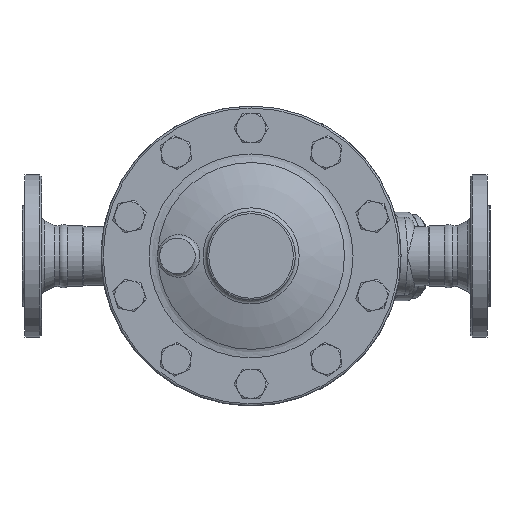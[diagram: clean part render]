
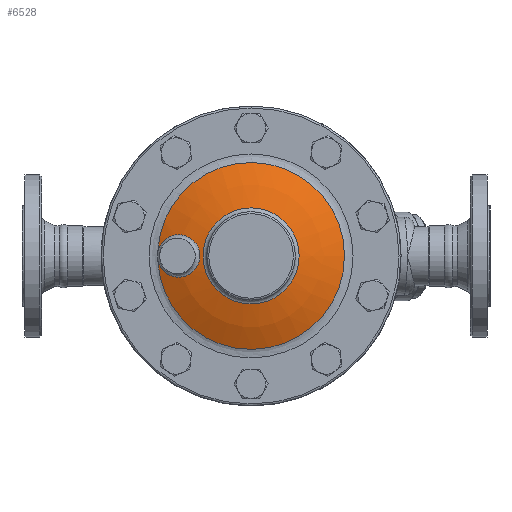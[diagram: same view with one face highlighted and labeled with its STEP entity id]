
A CAD part, top view. The second image highlights one B-rep face of the part: STEP entity #6528.
In plain terms, the highlighted spherical face has radius 218 mm.
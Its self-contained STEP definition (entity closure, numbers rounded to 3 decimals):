
#24=SPHERICAL_SURFACE('',#7171,218.);
#740=B_SPLINE_CURVE_WITH_KNOTS('',3,(#11028,#11029,#11030,#11031,#11032,
#11033,#11034,#11035,#11036,#11037,#11038,#11039,#11040,#11041,#11042,#11043,
#11044,#11045,#11046),.UNSPECIFIED.,.F.,.F.,(4,1,1,1,1,1,1,1,1,1,1,1,1,
1,1,1,4),(-10.92,-10.407,-9.606,-8.806,
-8.005,-7.205,-6.404,-5.87,
-5.337,-4.803,-4.269,-3.202,
-2.402,-1.601,-0.801,-0.4,
-0.286),.UNSPECIFIED.);
#1332=FACE_BOUND('',#2186,.T.);
#1629=FACE_OUTER_BOUND('',#2185,.T.);
#2185=EDGE_LOOP('',(#5317,#5318));
#2186=EDGE_LOOP('',(#5319));
#2598=CIRCLE('',#7161,95.024);
#2603=CIRCLE('',#7170,48.879);
#3095=VERTEX_POINT('',#10884);
#3097=VERTEX_POINT('',#10899);
#3104=VERTEX_POINT('',#11101);
#3887=EDGE_CURVE('',#3095,#3097,#2598,.T.);
#3889=EDGE_CURVE('',#3097,#3095,#740,.T.);
#3897=EDGE_CURVE('',#3104,#3104,#2603,.T.);
#5317=ORIENTED_EDGE('',*,*,#3887,.F.);
#5318=ORIENTED_EDGE('',*,*,#3889,.F.);
#5319=ORIENTED_EDGE('',*,*,#3897,.F.);
#6528=ADVANCED_FACE('',(#1629,#1332),#24,.T.);
#7161=AXIS2_PLACEMENT_3D('',#10900,#8489,#8490);
#7170=AXIS2_PLACEMENT_3D('',#11102,#8507,#8508);
#7171=AXIS2_PLACEMENT_3D('',#11103,#8509,#8510);
#8489=DIRECTION('center_axis',(0.,0.,-1.));
#8490=DIRECTION('ref_axis',(0.,1.,0.));
#8507=DIRECTION('center_axis',(0.,0.,1.));
#8508=DIRECTION('ref_axis',(-1.,0.,0.));
#8509=DIRECTION('center_axis',(0.,0.,1.));
#8510=DIRECTION('ref_axis',(1.,0.,0.));
#10884=CARTESIAN_POINT('',(-94.957,3.557,35.));
#10899=CARTESIAN_POINT('',(-94.957,-3.557,35.));
#10900=CARTESIAN_POINT('Origin',(0.,0.,35.));
#11028=CARTESIAN_POINT('Ctrl Pts',(-94.954,-3.557,
35.001));
#11029=CARTESIAN_POINT('Ctrl Pts',(-94.6,-5.658,
35.134));
#11030=CARTESIAN_POINT('Ctrl Pts',(-92.908,-10.905,
35.769));
#11031=CARTESIAN_POINT('Ctrl Pts',(-87.288,-17.676,
37.865));
#11032=CARTESIAN_POINT('Ctrl Pts',(-78.487,-21.763,
41.098));
#11033=CARTESIAN_POINT('Ctrl Pts',(-68.884,-21.782,44.564));
#11034=CARTESIAN_POINT('Ctrl Pts',(-60.04,-17.708,
47.702));
#11035=CARTESIAN_POINT('Ctrl Pts',(-54.348,-10.855,
49.695));
#11036=CARTESIAN_POINT('Ctrl Pts',(-51.964,-3.397,
50.525));
#11037=CARTESIAN_POINT('Ctrl Pts',(-51.958,3.381,50.527));
#11038=CARTESIAN_POINT('Ctrl Pts',(-54.004,9.771,49.814));
#11039=CARTESIAN_POINT('Ctrl Pts',(-59.096,16.999,48.034));
#11040=CARTESIAN_POINT('Ctrl Pts',(-67.822,21.799,44.948));
#11041=CARTESIAN_POINT('Ctrl Pts',(-78.491,21.756,41.097));
#11042=CARTESIAN_POINT('Ctrl Pts',(-87.289,17.678,37.865));
#11043=CARTESIAN_POINT('Ctrl Pts',(-92.599,11.265,35.884));
#11044=CARTESIAN_POINT('Ctrl Pts',(-94.456,6.13,35.188));
#11045=CARTESIAN_POINT('Ctrl Pts',(-94.878,4.027,35.03));
#11046=CARTESIAN_POINT('Ctrl Pts',(-94.957,3.557,35.));
#11101=CARTESIAN_POINT('',(48.879,0.,51.25));
#11102=CARTESIAN_POINT('Origin',(0.,0.,51.25));
#11103=CARTESIAN_POINT('Origin',(0.,0.,-161.2));
